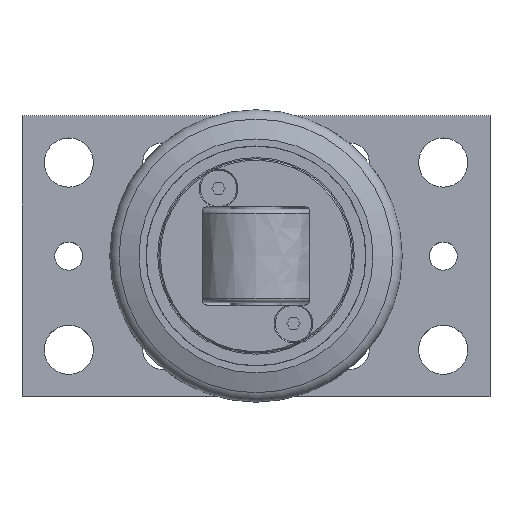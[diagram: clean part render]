
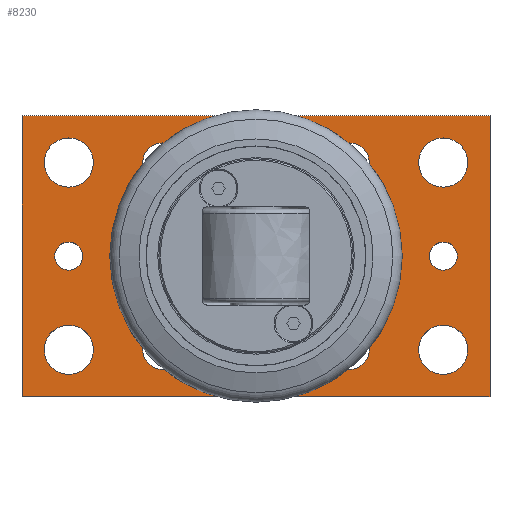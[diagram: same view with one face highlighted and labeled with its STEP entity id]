
A CAD part, top view. The second image highlights one B-rep face of the part: STEP entity #8230.
In plain terms, the highlighted planar face has unit normal (0, 0, 1).
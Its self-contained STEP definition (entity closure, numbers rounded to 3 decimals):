
#66=FACE_BOUND('',#1308,.T.);
#67=FACE_BOUND('',#1309,.T.);
#68=FACE_BOUND('',#1310,.T.);
#69=FACE_BOUND('',#1311,.T.);
#70=FACE_BOUND('',#1312,.T.);
#71=FACE_BOUND('',#1313,.T.);
#72=FACE_BOUND('',#1314,.T.);
#73=FACE_BOUND('',#1315,.T.);
#74=FACE_BOUND('',#1316,.T.);
#75=FACE_BOUND('',#1317,.T.);
#76=FACE_BOUND('',#1318,.T.);
#333=PLANE('',#9581);
#819=FACE_OUTER_BOUND('',#1307,.T.);
#1307=EDGE_LOOP('',(#7590,#7591,#7592,#7593));
#1308=EDGE_LOOP('',(#7594));
#1309=EDGE_LOOP('',(#7595,#7596));
#1310=EDGE_LOOP('',(#7597,#7598));
#1311=EDGE_LOOP('',(#7599,#7600));
#1312=EDGE_LOOP('',(#7601,#7602));
#1313=EDGE_LOOP('',(#7603));
#1314=EDGE_LOOP('',(#7604));
#1315=EDGE_LOOP('',(#7605));
#1316=EDGE_LOOP('',(#7606));
#1317=EDGE_LOOP('',(#7607));
#1318=EDGE_LOOP('',(#7608));
#2165=CIRCLE('',#9509,20.5);
#2180=CIRCLE('',#9542,4.188);
#2181=CIRCLE('',#9543,4.188);
#2183=CIRCLE('',#9546,4.188);
#2184=CIRCLE('',#9547,4.188);
#2186=CIRCLE('',#9550,4.188);
#2187=CIRCLE('',#9551,4.188);
#2189=CIRCLE('',#9554,4.188);
#2190=CIRCLE('',#9555,4.188);
#2192=CIRCLE('',#9558,5.25);
#2194=CIRCLE('',#9561,5.25);
#2196=CIRCLE('',#9564,5.25);
#2198=CIRCLE('',#9567,5.25);
#2200=CIRCLE('',#9570,3.);
#2202=CIRCLE('',#9573,3.);
#2576=LINE('',#15460,#2960);
#2580=LINE('',#15468,#2964);
#2583=LINE('',#15474,#2967);
#2586=LINE('',#15479,#2970);
#2960=VECTOR('',#12604,10.);
#2964=VECTOR('',#12610,10.);
#2967=VECTOR('',#12615,10.);
#2970=VECTOR('',#12620,10.);
#3652=VERTEX_POINT('',#15287);
#3669=VERTEX_POINT('',#15390);
#3670=VERTEX_POINT('',#15391);
#3672=VERTEX_POINT('',#15398);
#3673=VERTEX_POINT('',#15399);
#3675=VERTEX_POINT('',#15406);
#3676=VERTEX_POINT('',#15407);
#3678=VERTEX_POINT('',#15414);
#3679=VERTEX_POINT('',#15415);
#3681=VERTEX_POINT('',#15422);
#3683=VERTEX_POINT('',#15428);
#3685=VERTEX_POINT('',#15434);
#3687=VERTEX_POINT('',#15440);
#3689=VERTEX_POINT('',#15446);
#3691=VERTEX_POINT('',#15452);
#3693=VERTEX_POINT('',#15458);
#3694=VERTEX_POINT('',#15459);
#3697=VERTEX_POINT('',#15467);
#3699=VERTEX_POINT('',#15473);
#4929=EDGE_CURVE('',#3652,#3652,#2165,.T.);
#4958=EDGE_CURVE('',#3669,#3670,#2180,.T.);
#4959=EDGE_CURVE('',#3670,#3669,#2181,.T.);
#4962=EDGE_CURVE('',#3672,#3673,#2183,.T.);
#4963=EDGE_CURVE('',#3673,#3672,#2184,.T.);
#4966=EDGE_CURVE('',#3675,#3676,#2186,.T.);
#4967=EDGE_CURVE('',#3676,#3675,#2187,.T.);
#4970=EDGE_CURVE('',#3678,#3679,#2189,.T.);
#4971=EDGE_CURVE('',#3679,#3678,#2190,.T.);
#4974=EDGE_CURVE('',#3681,#3681,#2192,.T.);
#4977=EDGE_CURVE('',#3683,#3683,#2194,.T.);
#4980=EDGE_CURVE('',#3685,#3685,#2196,.T.);
#4983=EDGE_CURVE('',#3687,#3687,#2198,.T.);
#4986=EDGE_CURVE('',#3689,#3689,#2200,.T.);
#4989=EDGE_CURVE('',#3691,#3691,#2202,.T.);
#4992=EDGE_CURVE('',#3693,#3694,#2576,.T.);
#4996=EDGE_CURVE('',#3694,#3697,#2580,.T.);
#4999=EDGE_CURVE('',#3697,#3699,#2583,.T.);
#5002=EDGE_CURVE('',#3699,#3693,#2586,.T.);
#7590=ORIENTED_EDGE('',*,*,#4992,.F.);
#7591=ORIENTED_EDGE('',*,*,#5002,.F.);
#7592=ORIENTED_EDGE('',*,*,#4999,.F.);
#7593=ORIENTED_EDGE('',*,*,#4996,.F.);
#7594=ORIENTED_EDGE('',*,*,#4929,.T.);
#7595=ORIENTED_EDGE('',*,*,#4958,.T.);
#7596=ORIENTED_EDGE('',*,*,#4959,.T.);
#7597=ORIENTED_EDGE('',*,*,#4962,.T.);
#7598=ORIENTED_EDGE('',*,*,#4963,.T.);
#7599=ORIENTED_EDGE('',*,*,#4966,.T.);
#7600=ORIENTED_EDGE('',*,*,#4967,.T.);
#7601=ORIENTED_EDGE('',*,*,#4970,.T.);
#7602=ORIENTED_EDGE('',*,*,#4971,.T.);
#7603=ORIENTED_EDGE('',*,*,#4974,.T.);
#7604=ORIENTED_EDGE('',*,*,#4977,.T.);
#7605=ORIENTED_EDGE('',*,*,#4980,.T.);
#7606=ORIENTED_EDGE('',*,*,#4983,.T.);
#7607=ORIENTED_EDGE('',*,*,#4986,.T.);
#7608=ORIENTED_EDGE('',*,*,#4989,.T.);
#8230=ADVANCED_FACE('',(#819,#66,#67,#68,#69,#70,#71,#72,#73,#74,#75,#76),
#333,.T.);
#9509=AXIS2_PLACEMENT_3D('',#15289,#12448,#12449);
#9542=AXIS2_PLACEMENT_3D('',#15392,#12526,#12527);
#9543=AXIS2_PLACEMENT_3D('',#15393,#12528,#12529);
#9546=AXIS2_PLACEMENT_3D('',#15400,#12535,#12536);
#9547=AXIS2_PLACEMENT_3D('',#15401,#12537,#12538);
#9550=AXIS2_PLACEMENT_3D('',#15408,#12544,#12545);
#9551=AXIS2_PLACEMENT_3D('',#15409,#12546,#12547);
#9554=AXIS2_PLACEMENT_3D('',#15416,#12553,#12554);
#9555=AXIS2_PLACEMENT_3D('',#15417,#12555,#12556);
#9558=AXIS2_PLACEMENT_3D('',#15423,#12562,#12563);
#9561=AXIS2_PLACEMENT_3D('',#15429,#12569,#12570);
#9564=AXIS2_PLACEMENT_3D('',#15435,#12576,#12577);
#9567=AXIS2_PLACEMENT_3D('',#15441,#12583,#12584);
#9570=AXIS2_PLACEMENT_3D('',#15447,#12590,#12591);
#9573=AXIS2_PLACEMENT_3D('',#15453,#12597,#12598);
#9581=AXIS2_PLACEMENT_3D('',#15484,#12626,#12627);
#12448=DIRECTION('center_axis',(0.,0.,-1.));
#12449=DIRECTION('ref_axis',(0.,-1.,0.));
#12526=DIRECTION('center_axis',(0.,0.,-1.));
#12527=DIRECTION('ref_axis',(1.,0.,0.));
#12528=DIRECTION('center_axis',(0.,0.,-1.));
#12529=DIRECTION('ref_axis',(1.,0.,0.));
#12535=DIRECTION('center_axis',(0.,0.,-1.));
#12536=DIRECTION('ref_axis',(1.,0.,0.));
#12537=DIRECTION('center_axis',(0.,0.,-1.));
#12538=DIRECTION('ref_axis',(1.,0.,0.));
#12544=DIRECTION('center_axis',(0.,0.,-1.));
#12545=DIRECTION('ref_axis',(1.,0.,0.));
#12546=DIRECTION('center_axis',(0.,0.,-1.));
#12547=DIRECTION('ref_axis',(1.,0.,0.));
#12553=DIRECTION('center_axis',(0.,0.,-1.));
#12554=DIRECTION('ref_axis',(1.,0.,0.));
#12555=DIRECTION('center_axis',(0.,0.,-1.));
#12556=DIRECTION('ref_axis',(1.,0.,0.));
#12562=DIRECTION('center_axis',(0.,0.,-1.));
#12563=DIRECTION('ref_axis',(-1.,0.,0.));
#12569=DIRECTION('center_axis',(0.,0.,-1.));
#12570=DIRECTION('ref_axis',(-1.,0.,0.));
#12576=DIRECTION('center_axis',(0.,0.,-1.));
#12577=DIRECTION('ref_axis',(-1.,0.,0.));
#12583=DIRECTION('center_axis',(0.,0.,-1.));
#12584=DIRECTION('ref_axis',(-1.,0.,0.));
#12590=DIRECTION('center_axis',(0.,0.,-1.));
#12591=DIRECTION('ref_axis',(-1.,0.,0.));
#12597=DIRECTION('center_axis',(0.,0.,-1.));
#12598=DIRECTION('ref_axis',(-1.,0.,0.));
#12604=DIRECTION('',(0.,1.,0.));
#12610=DIRECTION('',(1.,0.,0.));
#12615=DIRECTION('',(0.,-1.,0.));
#12620=DIRECTION('',(-1.,0.,0.));
#12626=DIRECTION('center_axis',(0.,0.,1.));
#12627=DIRECTION('ref_axis',(1.,0.,0.));
#15287=CARTESIAN_POINT('',(50.,50.5,10.));
#15289=CARTESIAN_POINT('Origin',(50.,30.,10.));
#15390=CARTESIAN_POINT('',(34.188,10.,10.));
#15391=CARTESIAN_POINT('',(25.812,10.,10.));
#15392=CARTESIAN_POINT('Origin',(30.,10.,10.));
#15393=CARTESIAN_POINT('Origin',(30.,10.,10.));
#15398=CARTESIAN_POINT('',(74.188,10.,10.));
#15399=CARTESIAN_POINT('',(65.812,10.,10.));
#15400=CARTESIAN_POINT('Origin',(70.,10.,10.));
#15401=CARTESIAN_POINT('Origin',(70.,10.,10.));
#15406=CARTESIAN_POINT('',(74.188,50.,10.));
#15407=CARTESIAN_POINT('',(65.812,50.,10.));
#15408=CARTESIAN_POINT('Origin',(70.,50.,10.));
#15409=CARTESIAN_POINT('Origin',(70.,50.,10.));
#15414=CARTESIAN_POINT('',(34.188,50.,10.));
#15415=CARTESIAN_POINT('',(25.812,50.,10.));
#15416=CARTESIAN_POINT('Origin',(30.,50.,10.));
#15417=CARTESIAN_POINT('Origin',(30.,50.,10.));
#15422=CARTESIAN_POINT('',(95.25,50.,10.));
#15423=CARTESIAN_POINT('Origin',(90.,50.,10.));
#15428=CARTESIAN_POINT('',(15.25,10.,10.));
#15429=CARTESIAN_POINT('Origin',(10.,10.,10.));
#15434=CARTESIAN_POINT('',(15.25,50.,10.));
#15435=CARTESIAN_POINT('Origin',(10.,50.,10.));
#15440=CARTESIAN_POINT('',(95.25,10.,10.));
#15441=CARTESIAN_POINT('Origin',(90.,10.,10.));
#15446=CARTESIAN_POINT('',(93.,30.,10.));
#15447=CARTESIAN_POINT('Origin',(90.,30.,10.));
#15452=CARTESIAN_POINT('',(13.,30.,10.));
#15453=CARTESIAN_POINT('Origin',(10.,30.,10.));
#15458=CARTESIAN_POINT('',(0.,0.,10.));
#15459=CARTESIAN_POINT('',(0.,60.,10.));
#15460=CARTESIAN_POINT('',(0.,60.,10.));
#15467=CARTESIAN_POINT('',(100.,60.,10.));
#15468=CARTESIAN_POINT('',(100.,60.,10.));
#15473=CARTESIAN_POINT('',(100.,0.,10.));
#15474=CARTESIAN_POINT('',(100.,0.,10.));
#15479=CARTESIAN_POINT('',(0.,0.,10.));
#15484=CARTESIAN_POINT('Origin',(50.,30.,10.));
